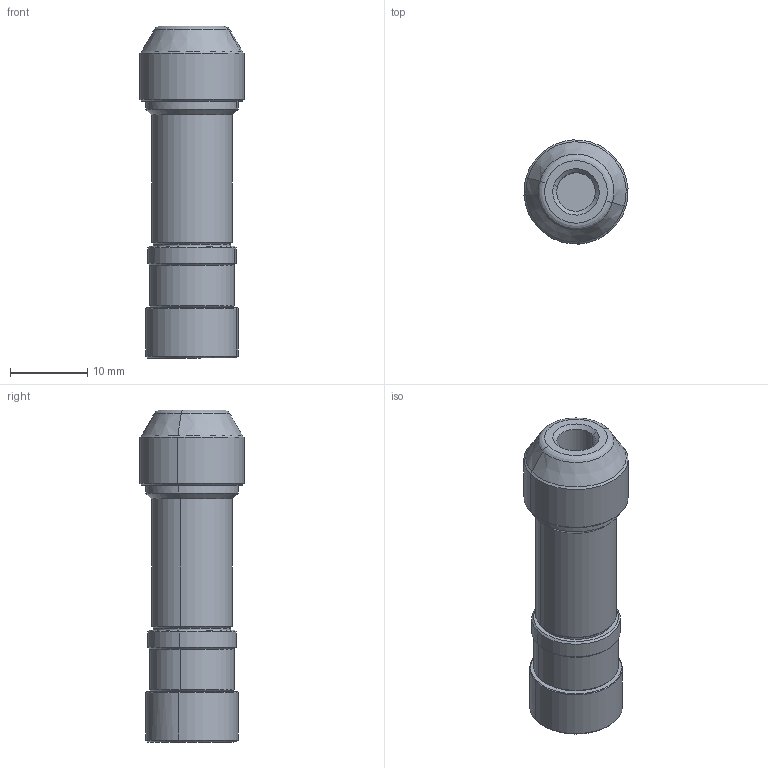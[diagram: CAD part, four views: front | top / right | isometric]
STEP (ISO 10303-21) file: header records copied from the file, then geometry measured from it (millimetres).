
FILE_DESCRIPTION(('CATIA V5 STEP Exchange','CAx-IF Rec.Pracs.--- Model Styling and Organization---1.4--- 2014-01-23'),'2;1');
FILE_NAME ('026501-3_1', '2021-03-09T10:05:03+00:00', ('none'), ('Weidmueller'), 'CATIA Version 5-6 Release 2016 SP3 HF44', 'CATIA V5 STEP AP214', 'none');
FILE_SCHEMA(('AUTOMOTIVE_DESIGN { 1 0 10303 214 1 1 1 1 }'));
Length unit declared in the file: millimetre
Products named in the file (1): 1921020000
Bounding box: 13.47 x 13.47 x 43 mm (x, y, z)
Volume: 3889.9 mm3; surface area: 2440.4 mm2
Topology: 2 solids, 2 shells, 85 faces, 174 edges, 102 vertices
Faces by surface type: cylinder 36, cone 34, plane 13, torus 2
Entity records: 2358 total; most frequent: CARTESIAN_POINT 611, ORIENTED_EDGE 348, DIRECTION 311, EDGE_CURVE 174, AXIS2_PLACEMENT_3D 166, EDGE_LOOP 102, VERTEX_POINT 102, CIRCLE 89
